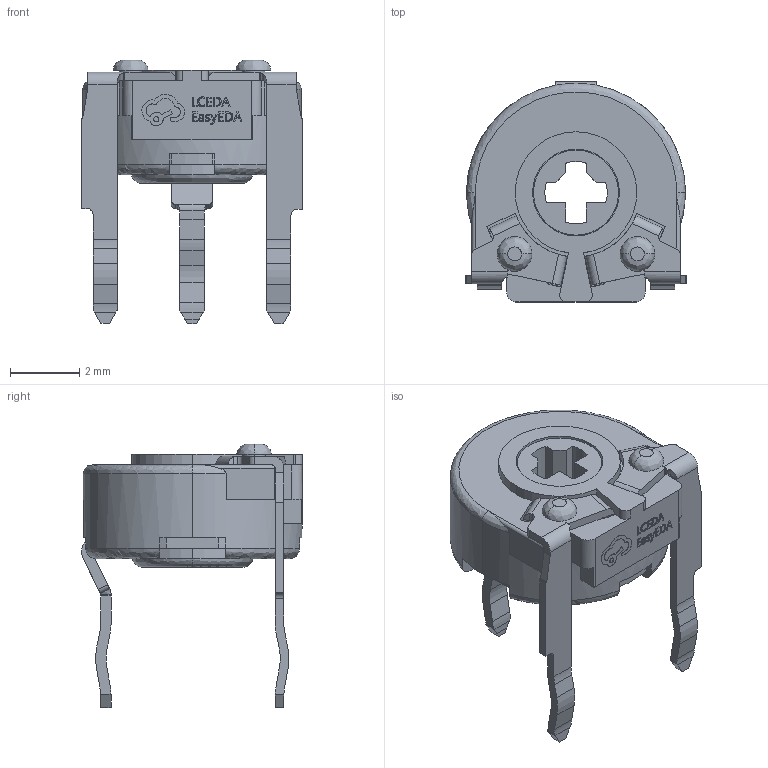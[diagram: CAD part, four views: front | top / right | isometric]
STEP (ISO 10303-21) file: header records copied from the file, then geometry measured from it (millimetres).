
FILE_DESCRIPTION (( 'STEP AP214' ), '1' );
FILE_NAME ('RES-ADJ-TH_PT6KV-103A2020.STEP', '2025-08-22T08:30:04', ( '' ), ( '' ), 'SwSTEP 2.0', 'SolidWorks 2020', '' );
FILE_SCHEMA (( 'AUTOMOTIVE_DESIGN' ));
Length unit declared in the file: millimetre
Products named in the file (1): RES-ADJ-TH_PT6KV-103A2020
Bounding box: 6.35 x 6.36 x 7.6 mm (x, y, z)
Volume: 60.5 mm3; surface area: 350 mm2
Topology: 5 solids, 5 shells, 548 faces, 1509 edges, 994 vertices
Faces by surface type: plane 294, bspline 131, cylinder 121, cone 2
Entity records: 25031 total; most frequent: CARTESIAN_POINT 5675, ORIENTED_EDGE 3018, DIRECTION 2355, EDGE_CURVE 1509, VERTEX_POINT 994, LINE 937, VECTOR 937, AXIS2_PLACEMENT_3D 709
